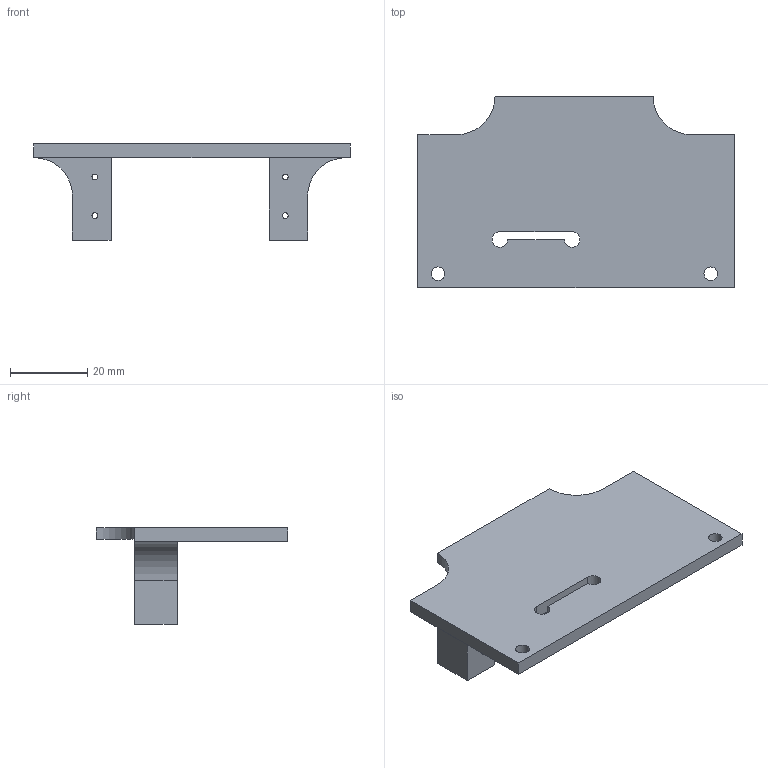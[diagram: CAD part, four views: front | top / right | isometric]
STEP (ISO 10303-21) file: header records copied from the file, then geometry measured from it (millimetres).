
FILE_DESCRIPTION (( 'STEP AP214' ), '1' );
FILE_NAME ('suporte de servo fundo.STEP', '2024-09-05T14:40:32', ( '' ), ( '' ), 'SwSTEP 2.0', 'SolidWorks 2023', '' );
FILE_SCHEMA (( 'AUTOMOTIVE_DESIGN' ));
Length unit declared in the file: millimetre
Products named in the file (1): suporte de servo fundo
Bounding box: 82.1 x 49.72 x 25 mm (x, y, z)
Volume: 17682.1 mm3; surface area: 10449.5 mm2
Topology: 1 solids, 1 shells, 39 faces, 111 edges, 74 vertices
Faces by surface type: plane 20, cylinder 19
Entity records: 1334 total; most frequent: DIRECTION 229, CARTESIAN_POINT 225, ORIENTED_EDGE 222, EDGE_CURVE 111, AXIS2_PLACEMENT_3D 78, VERTEX_POINT 74, LINE 73, VECTOR 73
